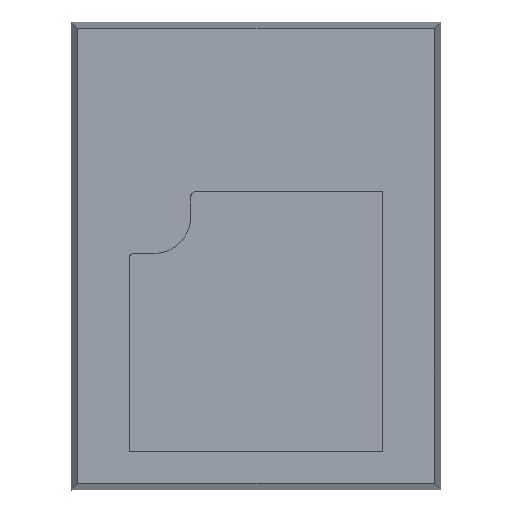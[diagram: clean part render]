
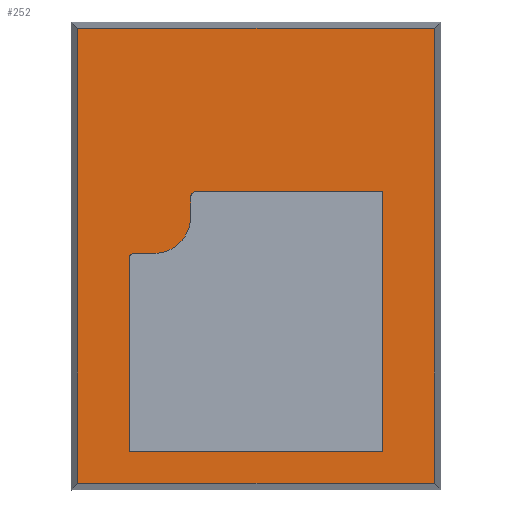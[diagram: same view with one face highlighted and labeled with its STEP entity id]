
A CAD part, top view. The second image highlights one B-rep face of the part: STEP entity #252.
In plain terms, the highlighted planar face has unit normal (0, 0, 1).
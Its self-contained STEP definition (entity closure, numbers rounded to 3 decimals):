
#8 = CARTESIAN_POINT ( 'NONE',  ( 0.515, 0.26, 0.75 ) ) ;
#16 = DIRECTION ( 'NONE',  ( 0., 0., 1. ) ) ;
#19 = CARTESIAN_POINT ( 'NONE',  ( -0.265, -0.924, 0.75 ) ) ;
#20 = DIRECTION ( 'NONE',  ( 1., 0., 0. ) ) ;
#49 = VECTOR ( 'NONE', #736, 1000. ) ;
#63 = VECTOR ( 'NONE', #615, 1000. ) ;
#71 = CARTESIAN_POINT ( 'NONE',  ( -0.515, -0.795, 0.75 ) ) ;
#82 = LINE ( 'NONE', #395, #49 ) ;
#85 = VERTEX_POINT ( 'NONE', #296 ) ;
#96 = ORIENTED_EDGE ( 'NONE', *, *, #642, .T. ) ;
#98 = CIRCLE ( 'NONE', #874, 0.02 ) ;
#108 = VECTOR ( 'NONE', #347, 1000. ) ;
#124 = FACE_OUTER_BOUND ( 'NONE', #660, .T. ) ;
#126 = CARTESIAN_POINT ( 'NONE',  ( 0.515, -0.795, 0.75 ) ) ;
#129 = EDGE_LOOP ( 'NONE', ( #439, #459, #96, #319, #279, #847, #546, #850, #887 ) ) ;
#161 = LINE ( 'NONE', #811, #538 ) ;
#163 = VERTEX_POINT ( 'NONE', #852 ) ;
#185 = VERTEX_POINT ( 'NONE', #564 ) ;
#207 = CARTESIAN_POINT ( 'NONE',  ( 0.724, -0.961, 0.75 ) ) ;
#210 = CARTESIAN_POINT ( 'NONE',  ( -0.759, -0.924, 0.75 ) ) ;
#240 = VECTOR ( 'NONE', #677, 1000. ) ;
#252 = ADVANCED_FACE ( 'NONE', ( #124, #295 ), #406, .T. ) ;
#265 = LINE ( 'NONE', #547, #63 ) ;
#267 = CARTESIAN_POINT ( 'NONE',  ( -0.724, 0.009, 0.75 ) ) ;
#272 = LINE ( 'NONE', #207, #909 ) ;
#279 = ORIENTED_EDGE ( 'NONE', *, *, #684, .T. ) ;
#280 = DIRECTION ( 'NONE',  ( 0., -1., 0. ) ) ;
#295 = FACE_BOUND ( 'NONE', #129, .T. ) ;
#296 = CARTESIAN_POINT ( 'NONE',  ( -0.415, 0.009, 0.75 ) ) ;
#310 = VERTEX_POINT ( 'NONE', #712 ) ;
#319 = ORIENTED_EDGE ( 'NONE', *, *, #667, .T. ) ;
#330 = CARTESIAN_POINT ( 'NONE',  ( -0.724, 0.26, 0.75 ) ) ;
#347 = DIRECTION ( 'NONE',  ( 0., 1., 0. ) ) ;
#350 = DIRECTION ( 'NONE',  ( 1., 0., 0. ) ) ;
#353 = DIRECTION ( 'NONE',  ( 0., 0., 1. ) ) ;
#357 = CARTESIAN_POINT ( 'NONE',  ( -0.724, -0.924, 0.75 ) ) ;
#383 = CARTESIAN_POINT ( 'NONE',  ( -0.245, 0.24, 0.75 ) ) ;
#384 = VECTOR ( 'NONE', #723, 1000. ) ;
#395 = CARTESIAN_POINT ( 'NONE',  ( 0.515, -0.924, 0.75 ) ) ;
#399 = DIRECTION ( 'NONE',  ( -1., 0., 0. ) ) ;
#401 = CARTESIAN_POINT ( 'NONE',  ( -0.724, -0.924, 0.75 ) ) ;
#405 = DIRECTION ( 'NONE',  ( 0., 0., -1. ) ) ;
#406 = PLANE ( 'NONE',  #810 ) ;
#412 = CIRCLE ( 'NONE', #709, 0.02 ) ;
#424 = VECTOR ( 'NONE', #805, 1000. ) ;
#435 = VERTEX_POINT ( 'NONE', #841 ) ;
#439 = ORIENTED_EDGE ( 'NONE', *, *, #836, .T. ) ;
#442 = AXIS2_PLACEMENT_3D ( 'NONE', #456, #16, #525 ) ;
#451 = ORIENTED_EDGE ( 'NONE', *, *, #898, .F. ) ;
#456 = CARTESIAN_POINT ( 'NONE',  ( -0.415, 0.16, 0.75 ) ) ;
#457 = LINE ( 'NONE', #862, #554 ) ;
#459 = ORIENTED_EDGE ( 'NONE', *, *, #854, .T. ) ;
#464 = DIRECTION ( 'NONE',  ( 0., -1., 0. ) ) ;
#474 = VERTEX_POINT ( 'NONE', #8 ) ;
#525 = DIRECTION ( 'NONE',  ( 0., -1., 0. ) ) ;
#528 = VERTEX_POINT ( 'NONE', #71 ) ;
#538 = VECTOR ( 'NONE', #399, 1000. ) ;
#542 = CARTESIAN_POINT ( 'NONE',  ( -0.265, 0.16, 0.75 ) ) ;
#546 = ORIENTED_EDGE ( 'NONE', *, *, #756, .T. ) ;
#547 = CARTESIAN_POINT ( 'NONE',  ( -0.515, -0.924, 0.75 ) ) ;
#548 = ORIENTED_EDGE ( 'NONE', *, *, #865, .F. ) ;
#554 = VECTOR ( 'NONE', #20, 1000. ) ;
#558 = ORIENTED_EDGE ( 'NONE', *, *, #880, .F. ) ;
#564 = CARTESIAN_POINT ( 'NONE',  ( -0.265, 0.239, 0.75 ) ) ;
#574 = CARTESIAN_POINT ( 'NONE',  ( -0.515, -0.011, 0.75 ) ) ;
#575 = LINE ( 'NONE', #210, #384 ) ;
#580 = VERTEX_POINT ( 'NONE', #574 ) ;
#599 = CARTESIAN_POINT ( 'NONE',  ( 0.724, -0.924, 0.75 ) ) ;
#615 = DIRECTION ( 'NONE',  ( 0., 1., 0. ) ) ;
#628 = VERTEX_POINT ( 'NONE', #653 ) ;
#629 = LINE ( 'NONE', #267, #240 ) ;
#637 = LINE ( 'NONE', #753, #108 ) ;
#642 = EDGE_CURVE ( 'NONE', #85, #772, #860, .T. ) ;
#653 = CARTESIAN_POINT ( 'NONE',  ( -0.245, 0.26, 0.75 ) ) ;
#660 = EDGE_LOOP ( 'NONE', ( #548, #558, #746, #451 ) ) ;
#667 = EDGE_CURVE ( 'NONE', #772, #185, #775, .T. ) ;
#677 = DIRECTION ( 'NONE',  ( 1., 0., 0. ) ) ;
#684 = EDGE_CURVE ( 'NONE', #185, #628, #412, .T. ) ;
#706 = VERTEX_POINT ( 'NONE', #599 ) ;
#709 = AXIS2_PLACEMENT_3D ( 'NONE', #383, #864, #464 ) ;
#712 = CARTESIAN_POINT ( 'NONE',  ( 0.724, 0.924, 0.75 ) ) ;
#723 = DIRECTION ( 'NONE',  ( -1., 0., 0. ) ) ;
#728 = EDGE_CURVE ( 'NONE', #628, #474, #785, .T. ) ;
#736 = DIRECTION ( 'NONE',  ( 0., -1., 0. ) ) ;
#746 = ORIENTED_EDGE ( 'NONE', *, *, #893, .F. ) ;
#747 = VECTOR ( 'NONE', #861, 1000. ) ;
#753 = CARTESIAN_POINT ( 'NONE',  ( -0.724, -0.961, 0.75 ) ) ;
#756 = EDGE_CURVE ( 'NONE', #474, #838, #82, .T. ) ;
#772 = VERTEX_POINT ( 'NONE', #542 ) ;
#775 = LINE ( 'NONE', #19, #747 ) ;
#785 = LINE ( 'NONE', #330, #424 ) ;
#793 = EDGE_CURVE ( 'NONE', #838, #528, #161, .T. ) ;
#805 = DIRECTION ( 'NONE',  ( 1., 0., 0. ) ) ;
#810 = AXIS2_PLACEMENT_3D ( 'NONE', #357, #353, #350 ) ;
#811 = CARTESIAN_POINT ( 'NONE',  ( -0.724, -0.795, 0.75 ) ) ;
#817 = CARTESIAN_POINT ( 'NONE',  ( -0.495, -0.01, 0.75 ) ) ;
#823 = EDGE_CURVE ( 'NONE', #528, #580, #265, .T. ) ;
#826 = VERTEX_POINT ( 'NONE', #401 ) ;
#836 = EDGE_CURVE ( 'NONE', #580, #435, #98, .T. ) ;
#838 = VERTEX_POINT ( 'NONE', #126 ) ;
#841 = CARTESIAN_POINT ( 'NONE',  ( -0.495, 0.009, 0.75 ) ) ;
#847 = ORIENTED_EDGE ( 'NONE', *, *, #728, .T. ) ;
#850 = ORIENTED_EDGE ( 'NONE', *, *, #793, .T. ) ;
#852 = CARTESIAN_POINT ( 'NONE',  ( -0.724, 0.924, 0.75 ) ) ;
#854 = EDGE_CURVE ( 'NONE', #435, #85, #629, .T. ) ;
#860 = CIRCLE ( 'NONE', #442, 0.15 ) ;
#861 = DIRECTION ( 'NONE',  ( 0., 1., 0. ) ) ;
#862 = CARTESIAN_POINT ( 'NONE',  ( -0.759, 0.924, 0.75 ) ) ;
#864 = DIRECTION ( 'NONE',  ( 0., 0., -1. ) ) ;
#865 = EDGE_CURVE ( 'NONE', #826, #163, #637, .T. ) ;
#874 = AXIS2_PLACEMENT_3D ( 'NONE', #817, #405, #882 ) ;
#880 = EDGE_CURVE ( 'NONE', #706, #826, #575, .T. ) ;
#882 = DIRECTION ( 'NONE',  ( 0., -1., 0. ) ) ;
#887 = ORIENTED_EDGE ( 'NONE', *, *, #823, .T. ) ;
#893 = EDGE_CURVE ( 'NONE', #310, #706, #272, .T. ) ;
#898 = EDGE_CURVE ( 'NONE', #163, #310, #457, .T. ) ;
#909 = VECTOR ( 'NONE', #280, 1000. ) ;
